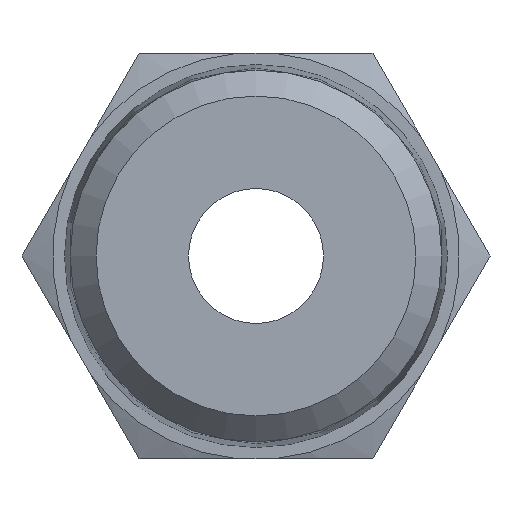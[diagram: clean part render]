
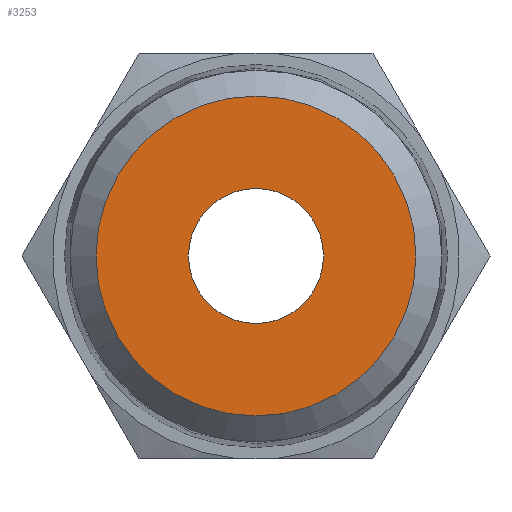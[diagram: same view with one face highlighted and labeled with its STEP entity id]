
A CAD part, left-side view. The second image highlights one B-rep face of the part: STEP entity #3253.
In plain terms, the highlighted planar face has unit normal (-1, 0, 0).
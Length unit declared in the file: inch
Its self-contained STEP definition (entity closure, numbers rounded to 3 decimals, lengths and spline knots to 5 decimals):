
#111=CARTESIAN_POINT('',(-0.75,-0.1875,0.));
#112=VERTEX_POINT('',#111);
#113=CARTESIAN_POINT('',(-0.75,0.,0.));
#114=DIRECTION('',(1.0,0.0,0.0));
#115=DIRECTION('',(0.0,-1.0,0.0));
#116=AXIS2_PLACEMENT_3D('',#113,#114,#115);
#117=CIRCLE('',#116,0.1875);
#118=EDGE_CURVE('',#112,#112,#117,.T.);
#3207=CARTESIAN_POINT('',(-0.75,0.,0.44409));
#3208=VERTEX_POINT('',#3207);
#3209=CARTESIAN_POINT('',(-0.75,0.,0.));
#3210=DIRECTION('',(1.0,0.0,0.0));
#3211=DIRECTION('',(0.0,0.0,-1.0));
#3212=AXIS2_PLACEMENT_3D('',#3209,#3210,#3211);
#3213=CIRCLE('',#3212,0.44409);
#3214=EDGE_CURVE('',#3208,#3208,#3213,.T.);
#3242=CARTESIAN_POINT('',(-0.75,0.,0.));
#3243=DIRECTION('',(1.0,0.0,0.0));
#3244=DIRECTION('',(0.0,0.0,-1.0));
#3245=AXIS2_PLACEMENT_3D('',#3242,#3243,#3244);
#3246=PLANE('',#3245);
#3247=ORIENTED_EDGE('',*,*,#3214,.F.);
#3248=EDGE_LOOP('',(#3247));
#3249=FACE_OUTER_BOUND('',#3248,.T.);
#3250=ORIENTED_EDGE('',*,*,#118,.T.);
#3251=EDGE_LOOP('',(#3250));
#3252=FACE_BOUND('',#3251,.T.);
#3253=ADVANCED_FACE('',(#3249,#3252),#3246,.F.);
